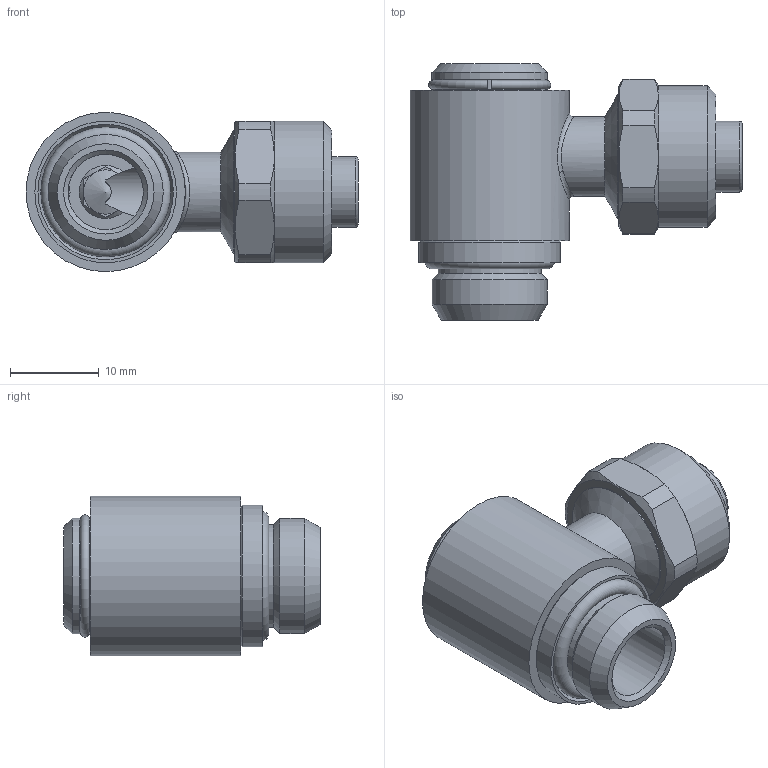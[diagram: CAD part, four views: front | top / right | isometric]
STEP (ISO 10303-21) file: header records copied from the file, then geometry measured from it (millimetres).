
FILE_DESCRIPTION(/* description */ (''),/* implementation_level */ '2;1');
FILE_NAME(/* name */ 'lck_148_dri_msv.stp',/* time_stamp */ '2017-04-04T12:25:05+02:00',/* author */ ('leitheußer'),/* organization */ (''),/* preprocessor_version */ 'ST-DEVELOPER v15.6',/* originating_system */ 'Autodesk Inventor LT ',/* authorisation */ '');
FILE_SCHEMA (('AUTOMOTIVE_DESIGN { 1 0 10303 214 3 1 1 }'));
Length unit declared in the file: millimetre
Products named in the file (1): lck_148_dri_msv
Bounding box: 37.5 x 29 x 18 mm (x, y, z)
Volume: 6719 mm3; surface area: 4621.6 mm2
Topology: 3 solids, 3 shells, 81 faces, 181 edges, 114 vertices
Faces by surface type: plane 32, cylinder 22, cone 22, torus 3, bspline 2
Full cylindrical faces by diameter (mm): 5 x1, 6.5 x1, 8 x1, 8.5 x1, 9 x1, 10.15 x1, 11.6 x1, 11.95 x1, 13 x1, 13.05 x2, 14 x1, 16 x2, 18 x1
Entity records: 2768 total; most frequent: CARTESIAN_POINT 1177, DIRECTION 330, ORIENTED_EDGE 278, AXIS2_PLACEMENT_3D 149, EDGE_CURVE 139, EDGE_LOOP 125, VERTEX_POINT 104, FACE_OUTER_BOUND 81
